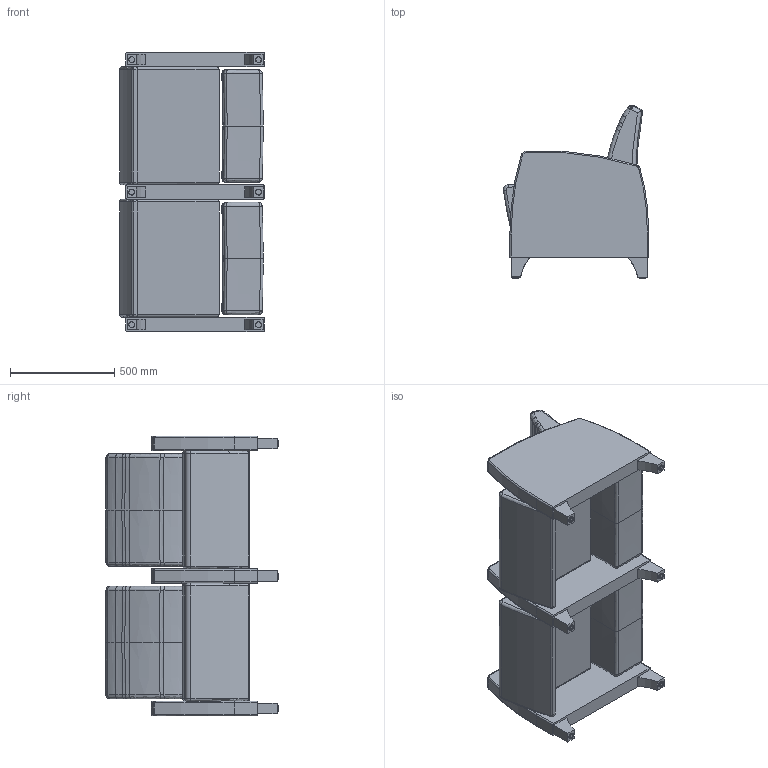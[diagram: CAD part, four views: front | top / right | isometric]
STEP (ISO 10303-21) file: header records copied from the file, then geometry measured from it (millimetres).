
FILE_DESCRIPTION(/* description */ (''),/* implementation_level */ '2;1');
FILE_NAME(/* name */ 'KOU20IF (SYMBOL).stp',/* time_stamp */ '2017-03-13T15:54:19-04:00',/* author */ ('emerkel'),/* organization */ (''),/* preprocessor_version */ 'ST-DEVELOPER v16.5',/* originating_system */ 'Autodesk Inventor 2017',/* authorisation */ '');
FILE_SCHEMA (('AUTOMOTIVE_DESIGN { 1 0 10303 214 3 1 1 }'));
Length unit declared in the file: inch
Products named in the file (7): KOU20IF (SYMBOL); KOU10 NEW BACK; KOU10 SEAT; KOD10 ARM2; NEW KOU LEG; NEW KOU LEG_1; GLIDE APFAA06-1
Assembly tree (15 placements, depth 3):
  KOU20IF (SYMBOL)
    KOU10 NEW BACK  x2
    KOU10 SEAT  x2
    KOD10 ARM2  x3
    NEW KOU LEG  x6
      NEW KOU LEG_1
      GLIDE APFAA06-1
Bounding box: 694.61 x 828.37 x 1339.85 mm (x, y, z)
Volume: 256667097.4 mm3; surface area: 6576883.4 mm2
Topology: 43 solids, 43 shells, 718 faces, 1652 edges, 1026 vertices
Faces by surface type: plane 263, bspline 186, cylinder 111, cone 96, torus 62
Full cylindrical faces by diameter (mm): 10.77 x6, 16.002 x6, 19.05 x6, 28.575 x6
Entity records: 8819 total; most frequent: CARTESIAN_POINT 4080, ORIENTED_EDGE 966, DIRECTION 918, EDGE_CURVE 483, AXIS2_PLACEMENT_3D 407, VERTEX_POINT 295, CIRCLE 225, EDGE_LOOP 222
